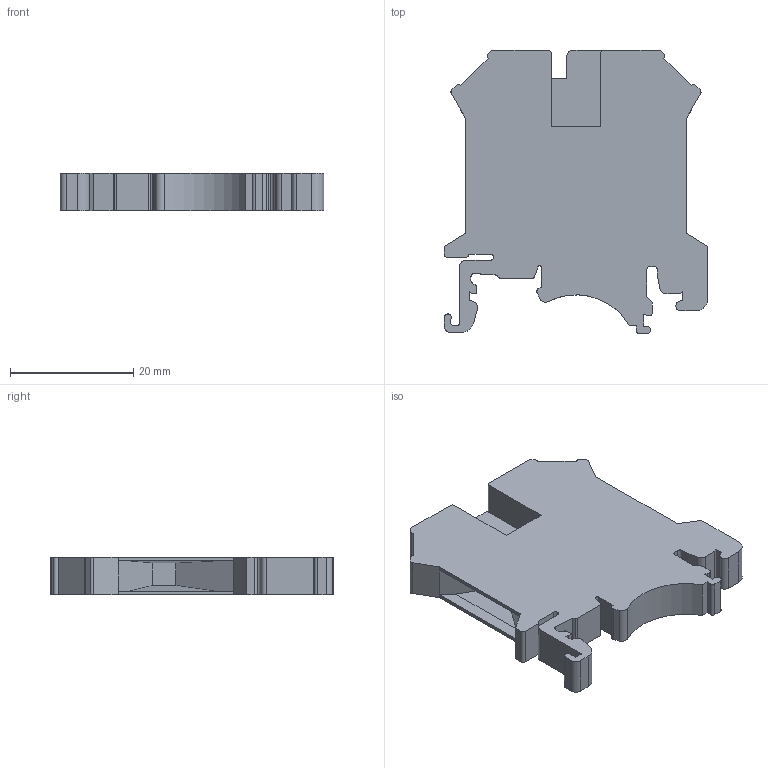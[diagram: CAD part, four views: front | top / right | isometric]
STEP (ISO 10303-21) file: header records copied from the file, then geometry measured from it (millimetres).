
FILE_DESCRIPTION( ( 'STEP AP214' ), '1' );
FILE_NAME( 'CDU4N.stp', '2023-01-06T09:02:34', ( ' ' ), ( ' ' ), 'XStep 1.0', ' ', ' ' );
FILE_SCHEMA( ( 'CONFIG_CONTROL_DESIGN) ( )' ) );
Length unit declared in the file: metre
Products named in the file (1): 1
Bounding box: 42.8 x 46 x 6.1 mm (x, y, z)
Volume: 7650.9 mm3; surface area: 5003.3 mm2
Topology: 1 solids, 2 shells, 138 faces, 384 edges, 252 vertices
Faces by surface type: plane 94, cylinder 42, bspline 2
Full cylindrical faces by diameter (mm): 4 x2
Entity records: 5566 total; most frequent: CARTESIAN_POINT 858, ORIENTED_EDGE 762, DIRECTION 734, EDGE_CURVE 381, LINE 292, VECTOR 292, VERTEX_POINT 251, AXIS2_PLACEMENT_3D 221
